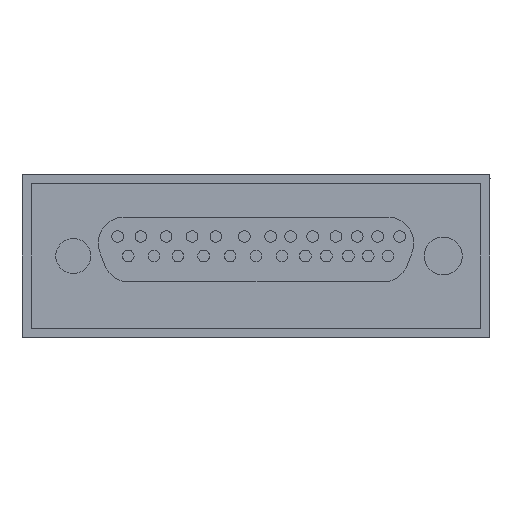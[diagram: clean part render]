
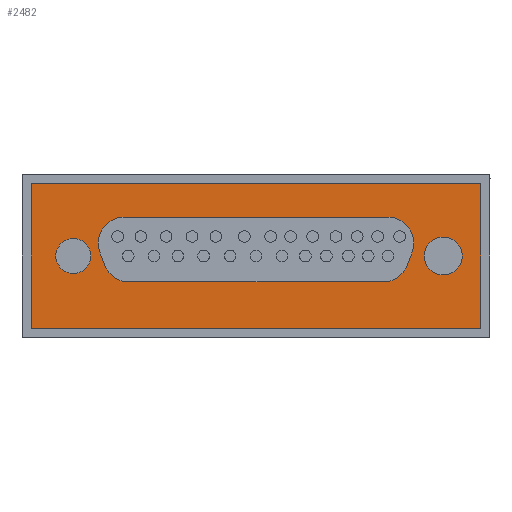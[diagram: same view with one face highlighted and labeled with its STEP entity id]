
A CAD part, front view. The second image highlights one B-rep face of the part: STEP entity #2482.
In plain terms, the highlighted planar face has unit normal (0, -1, 0).
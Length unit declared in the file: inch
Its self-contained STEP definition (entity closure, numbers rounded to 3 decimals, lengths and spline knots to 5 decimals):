
#60 = ORIENTED_EDGE ( 'NONE', *, *, #3747, .F. ) ;
#98 = DIRECTION ( 'NONE',  ( 0., 0., 1. ) ) ;
#108 = CIRCLE ( 'NONE', #3227, 0.06731 ) ;
#109 = LINE ( 'NONE', #2465, #4081 ) ;
#110 = EDGE_LOOP ( 'NONE', ( #4732, #3018, #4755, #2050 ) ) ;
#121 = AXIS2_PLACEMENT_3D ( 'NONE', #2514, #1392, #268 ) ;
#126 = FACE_BOUND ( 'NONE', #2153, .T. ) ;
#143 = EDGE_CURVE ( 'NONE', #4657, #2366, #588, .T. ) ;
#146 = CARTESIAN_POINT ( 'NONE',  ( 0.48899, 0., 0. ) ) ;
#200 = CARTESIAN_POINT ( 'NONE',  ( -0.50719, 0., 0.05 ) ) ;
#211 = ORIENTED_EDGE ( 'NONE', *, *, #2488, .F. ) ;
#215 = DIRECTION ( 'NONE',  ( 0., 0., 1. ) ) ;
#238 = CIRCLE ( 'NONE', #3494, 0.07306 ) ;
#268 = DIRECTION ( 'NONE',  ( 0., 0., 1. ) ) ;
#343 = DIRECTION ( 'NONE',  ( 0., 0., 1. ) ) ;
#386 = VERTEX_POINT ( 'NONE', #3422 ) ;
#406 = EDGE_CURVE ( 'NONE', #3916, #2172, #934, .T. ) ;
#410 = DIRECTION ( 'NONE',  ( 0., 0., 1. ) ) ;
#427 = VERTEX_POINT ( 'NONE', #3819 ) ;
#505 = CARTESIAN_POINT ( 'NONE',  ( 0.48899, 0., -0.1 ) ) ;
#523 = CIRCLE ( 'NONE', #3167, 0.06731 ) ;
#526 = DIRECTION ( 'NONE',  ( 0., 0., 1. ) ) ;
#550 = CARTESIAN_POINT ( 'NONE',  ( -0.865, 0., 0.2775 ) ) ;
#571 = DIRECTION ( 'NONE',  ( 0., 0., 1. ) ) ;
#588 = CIRCLE ( 'NONE', #4351, 0.1 ) ;
#600 = LINE ( 'NONE', #3316, #2477 ) ;
#657 = EDGE_CURVE ( 'NONE', #2058, #386, #109, .T. ) ;
#659 = EDGE_LOOP ( 'NONE', ( #4127, #2191, #3268, #3615, #2194, #2485, #2632, #211 ) ) ;
#705 = VERTEX_POINT ( 'NONE', #1386 ) ;
#765 = VERTEX_POINT ( 'NONE', #1043 ) ;
#792 = LINE ( 'NONE', #2029, #3661 ) ;
#823 = DIRECTION ( 'NONE',  ( 0., -1., 0. ) ) ;
#919 = AXIS2_PLACEMENT_3D ( 'NONE', #4553, #2354, #98 ) ;
#924 = CIRCLE ( 'NONE', #4222, 0.1 ) ;
#934 = CIRCLE ( 'NONE', #919, 0.07306 ) ;
#957 = DIRECTION ( 'NONE',  ( 0., -1., 0. ) ) ;
#1000 = LINE ( 'NONE', #3261, #3865 ) ;
#1018 = CARTESIAN_POINT ( 'NONE',  ( -0.50719, 0., 0.15 ) ) ;
#1027 = ORIENTED_EDGE ( 'NONE', *, *, #3595, .F. ) ;
#1043 = CARTESIAN_POINT ( 'NONE',  ( 0.58296, 0., -0.0342 ) ) ;
#1107 = FACE_OUTER_BOUND ( 'NONE', #110, .T. ) ;
#1337 = EDGE_CURVE ( 'NONE', #3500, #2058, #3628, .T. ) ;
#1386 = CARTESIAN_POINT ( 'NONE',  ( -0.60115, 0., 0.0158 ) ) ;
#1388 = AXIS2_PLACEMENT_3D ( 'NONE', #200, #2820, #571 ) ;
#1392 = DIRECTION ( 'NONE',  ( 0., 1., 0. ) ) ;
#1508 = CARTESIAN_POINT ( 'NONE',  ( -0.865, 0., -0.2775 ) ) ;
#1660 = EDGE_CURVE ( 'NONE', #427, #4035, #2472, .T. ) ;
#1676 = DIRECTION ( 'NONE',  ( 1., 0., 0. ) ) ;
#1681 = EDGE_LOOP ( 'NONE', ( #1027, #1831 ) ) ;
#1704 = CIRCLE ( 'NONE', #1388, 0.1 ) ;
#1778 = DIRECTION ( 'NONE',  ( -1., 0., 0. ) ) ;
#1811 = VECTOR ( 'NONE', #410, 39.37008 ) ;
#1831 = ORIENTED_EDGE ( 'NONE', *, *, #406, .F. ) ;
#1836 = EDGE_CURVE ( 'NONE', #427, #705, #600, .T. ) ;
#1947 = DIRECTION ( 'NONE',  ( 0., -1., 0. ) ) ;
#1971 = VERTEX_POINT ( 'NONE', #1508 ) ;
#2029 = CARTESIAN_POINT ( 'NONE',  ( -0.865, 0., -0.2775 ) ) ;
#2050 = ORIENTED_EDGE ( 'NONE', *, *, #2740, .F. ) ;
#2058 = VERTEX_POINT ( 'NONE', #2315 ) ;
#2107 = VERTEX_POINT ( 'NONE', #2720 ) ;
#2128 = FACE_BOUND ( 'NONE', #659, .T. ) ;
#2144 = PLANE ( 'NONE',  #121 ) ;
#2153 = EDGE_LOOP ( 'NONE', ( #60, #2800 ) ) ;
#2172 = VERTEX_POINT ( 'NONE', #3034 ) ;
#2191 = ORIENTED_EDGE ( 'NONE', *, *, #3050, .T. ) ;
#2194 = ORIENTED_EDGE ( 'NONE', *, *, #1660, .F. ) ;
#2315 = CARTESIAN_POINT ( 'NONE',  ( 0.865, 0., 0.2775 ) ) ;
#2354 = DIRECTION ( 'NONE',  ( 0., -1., 0. ) ) ;
#2366 = VERTEX_POINT ( 'NONE', #4630 ) ;
#2384 = VECTOR ( 'NONE', #2784, 39.37008 ) ;
#2395 = VECTOR ( 'NONE', #1676, 39.37008 ) ;
#2409 = CARTESIAN_POINT ( 'NONE',  ( 0.60115, 0., 0.0158 ) ) ;
#2460 = DIRECTION ( 'NONE',  ( 0., -1., 0. ) ) ;
#2465 = CARTESIAN_POINT ( 'NONE',  ( 0.865, 0., 0.2775 ) ) ;
#2472 = CIRCLE ( 'NONE', #4208, 0.1 ) ;
#2477 = VECTOR ( 'NONE', #3685, 39.37008 ) ;
#2482 = ADVANCED_FACE ( 'NONE', ( #1107, #2128, #126, #3114 ), #2144, .F. ) ;
#2485 = ORIENTED_EDGE ( 'NONE', *, *, #1836, .T. ) ;
#2488 = EDGE_CURVE ( 'NONE', #2366, #4751, #1000, .T. ) ;
#2514 = CARTESIAN_POINT ( 'NONE',  ( -0.9, 0., 0.3125 ) ) ;
#2592 = DIRECTION ( 'NONE',  ( 0., -1., 0. ) ) ;
#2632 = ORIENTED_EDGE ( 'NONE', *, *, #4637, .F. ) ;
#2633 = CARTESIAN_POINT ( 'NONE',  ( -0.48899, 0., -0.1 ) ) ;
#2644 = VECTOR ( 'NONE', #4044, 39.37008 ) ;
#2720 = CARTESIAN_POINT ( 'NONE',  ( -0.70262, 0., 0.06731 ) ) ;
#2740 = EDGE_CURVE ( 'NONE', #1971, #3500, #2801, .T. ) ;
#2774 = DIRECTION ( 'NONE',  ( 0., -1., 0. ) ) ;
#2784 = DIRECTION ( 'NONE',  ( -0.342, 0., -0.94 ) ) ;
#2800 = ORIENTED_EDGE ( 'NONE', *, *, #4160, .F. ) ;
#2801 = LINE ( 'NONE', #4473, #1811 ) ;
#2820 = DIRECTION ( 'NONE',  ( 0., -1., 0. ) ) ;
#2921 = CARTESIAN_POINT ( 'NONE',  ( -0.865, 0., 0.2775 ) ) ;
#2926 = CARTESIAN_POINT ( 'NONE',  ( 0.72012, 0., -0.07306 ) ) ;
#3010 = VERTEX_POINT ( 'NONE', #3483 ) ;
#3018 = ORIENTED_EDGE ( 'NONE', *, *, #657, .F. ) ;
#3034 = CARTESIAN_POINT ( 'NONE',  ( 0.72012, 0., 0.07306 ) ) ;
#3050 = EDGE_CURVE ( 'NONE', #4657, #765, #4450, .T. ) ;
#3074 = CARTESIAN_POINT ( 'NONE',  ( 0.72012, 0., 0. ) ) ;
#3114 = FACE_BOUND ( 'NONE', #1681, .T. ) ;
#3167 = AXIS2_PLACEMENT_3D ( 'NONE', #4656, #2460, #215 ) ;
#3194 = CARTESIAN_POINT ( 'NONE',  ( 0.60115, 0., 0.0158 ) ) ;
#3199 = CARTESIAN_POINT ( 'NONE',  ( -0.48899, 0., 0. ) ) ;
#3227 = AXIS2_PLACEMENT_3D ( 'NONE', #3989, #2592, #343 ) ;
#3261 = CARTESIAN_POINT ( 'NONE',  ( -0.9, 0., 0.15 ) ) ;
#3267 = LINE ( 'NONE', #3894, #2395 ) ;
#3268 = ORIENTED_EDGE ( 'NONE', *, *, #4560, .F. ) ;
#3316 = CARTESIAN_POINT ( 'NONE',  ( -0.58296, 0., -0.0342 ) ) ;
#3422 = CARTESIAN_POINT ( 'NONE',  ( 0.865, 0., -0.2775 ) ) ;
#3441 = DIRECTION ( 'NONE',  ( 0., 0., 1. ) ) ;
#3483 = CARTESIAN_POINT ( 'NONE',  ( -0.70262, 0., -0.06731 ) ) ;
#3494 = AXIS2_PLACEMENT_3D ( 'NONE', #3074, #823, #3441 ) ;
#3500 = VERTEX_POINT ( 'NONE', #550 ) ;
#3564 = DIRECTION ( 'NONE',  ( 0., 0., 1. ) ) ;
#3595 = EDGE_CURVE ( 'NONE', #2172, #3916, #238, .T. ) ;
#3615 = ORIENTED_EDGE ( 'NONE', *, *, #4431, .F. ) ;
#3628 = LINE ( 'NONE', #2921, #2644 ) ;
#3661 = VECTOR ( 'NONE', #3872, 39.37008 ) ;
#3685 = DIRECTION ( 'NONE',  ( -0.342, 0., 0.94 ) ) ;
#3747 = EDGE_CURVE ( 'NONE', #2107, #3010, #523, .T. ) ;
#3819 = CARTESIAN_POINT ( 'NONE',  ( -0.58296, 0., -0.0342 ) ) ;
#3865 = VECTOR ( 'NONE', #1778, 39.37008 ) ;
#3872 = DIRECTION ( 'NONE',  ( -1., 0., 0. ) ) ;
#3894 = CARTESIAN_POINT ( 'NONE',  ( -0.9, 0., -0.1 ) ) ;
#3916 = VERTEX_POINT ( 'NONE', #2926 ) ;
#3989 = CARTESIAN_POINT ( 'NONE',  ( -0.70262, 0., 0. ) ) ;
#4035 = VERTEX_POINT ( 'NONE', #2633 ) ;
#4044 = DIRECTION ( 'NONE',  ( 1., 0., 0. ) ) ;
#4081 = VECTOR ( 'NONE', #4662, 39.37008 ) ;
#4127 = ORIENTED_EDGE ( 'NONE', *, *, #143, .F. ) ;
#4157 = CARTESIAN_POINT ( 'NONE',  ( 0.50719, 0., 0.05 ) ) ;
#4160 = EDGE_CURVE ( 'NONE', #3010, #2107, #108, .T. ) ;
#4208 = AXIS2_PLACEMENT_3D ( 'NONE', #3199, #957, #3564 ) ;
#4222 = AXIS2_PLACEMENT_3D ( 'NONE', #146, #2774, #526 ) ;
#4351 = AXIS2_PLACEMENT_3D ( 'NONE', #4157, #1947, #4512 ) ;
#4431 = EDGE_CURVE ( 'NONE', #4035, #4541, #3267, .T. ) ;
#4450 = LINE ( 'NONE', #2409, #2384 ) ;
#4473 = CARTESIAN_POINT ( 'NONE',  ( -0.865, 0., 0.2775 ) ) ;
#4512 = DIRECTION ( 'NONE',  ( 0., 0., 1. ) ) ;
#4541 = VERTEX_POINT ( 'NONE', #505 ) ;
#4553 = CARTESIAN_POINT ( 'NONE',  ( 0.72012, 0., 0. ) ) ;
#4560 = EDGE_CURVE ( 'NONE', #4541, #765, #924, .T. ) ;
#4575 = EDGE_CURVE ( 'NONE', #386, #1971, #792, .T. ) ;
#4630 = CARTESIAN_POINT ( 'NONE',  ( 0.50719, 0., 0.15 ) ) ;
#4637 = EDGE_CURVE ( 'NONE', #4751, #705, #1704, .T. ) ;
#4656 = CARTESIAN_POINT ( 'NONE',  ( -0.70262, 0., 0. ) ) ;
#4657 = VERTEX_POINT ( 'NONE', #3194 ) ;
#4662 = DIRECTION ( 'NONE',  ( 0., 0., -1. ) ) ;
#4732 = ORIENTED_EDGE ( 'NONE', *, *, #4575, .F. ) ;
#4751 = VERTEX_POINT ( 'NONE', #1018 ) ;
#4755 = ORIENTED_EDGE ( 'NONE', *, *, #1337, .F. ) ;
